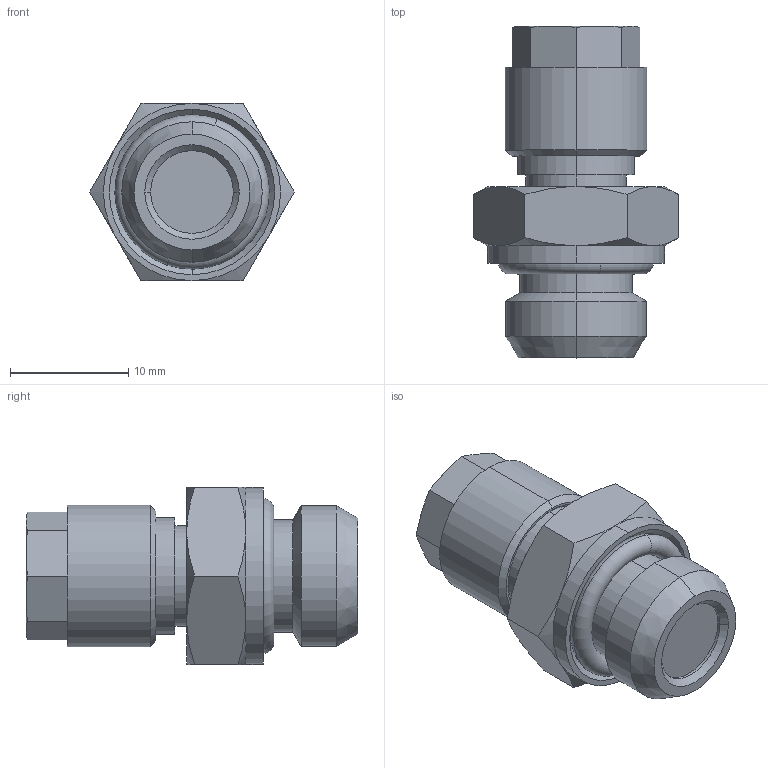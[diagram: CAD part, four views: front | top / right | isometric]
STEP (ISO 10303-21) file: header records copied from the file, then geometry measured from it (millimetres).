
FILE_DESCRIPTION (( 'STEP AP214' ), '1' );
FILE_NAME ('0102100007.step', '2012-09-28T13:18:49', ( '' ), ( '' ), 'SwSTEP 2.0', 'SolidWorks 2012', '' );
FILE_SCHEMA (( 'AUTOMOTIVE_DESIGN' ));
Length unit declared in the file: millimetre
Products named in the file (1): 0102100007
Bounding box: 17.32 x 28.1 x 15 mm (x, y, z)
Volume: 3264.9 mm3; surface area: 1857.9 mm2
Topology: 2 solids, 2 shells, 83 faces, 174 edges, 101 vertices
Faces by surface type: cone 33, plane 24, cylinder 16, torus 10
Entity records: 2672 total; most frequent: CARTESIAN_POINT 543, DIRECTION 385, ORIENTED_EDGE 348, EDGE_CURVE 174, AXIS2_PLACEMENT_3D 167, VERTEX_POINT 101, EDGE_LOOP 91, CIRCLE 83
